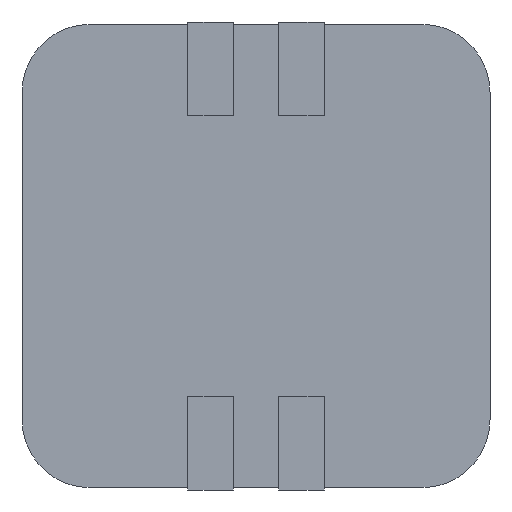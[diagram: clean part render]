
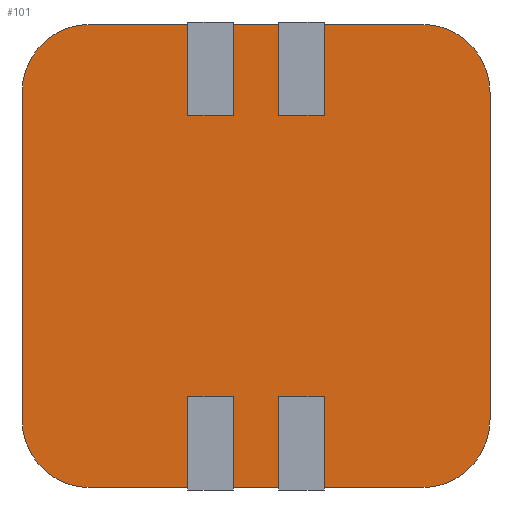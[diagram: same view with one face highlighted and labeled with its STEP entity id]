
A CAD part, front view. The second image highlights one B-rep face of the part: STEP entity #101.
In plain terms, the highlighted planar face has unit normal (0, -1, 0).
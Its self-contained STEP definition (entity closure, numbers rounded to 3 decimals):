
#101 = ADVANCED_FACE('',(#102),#300,.F.);
#102 = FACE_BOUND('',#103,.T.);
#103 = EDGE_LOOP('',(#104,#114,#122,#130,#138,#146,#154,#162,#171,#179,
    #188,#196,#204,#212,#220,#228,#236,#244,#252,#260,#269,#277,#286,
    #294));
#104 = ORIENTED_EDGE('',*,*,#105,.F.);
#105 = EDGE_CURVE('',#106,#108,#110,.T.);
#106 = VERTEX_POINT('',#107);
#107 = CARTESIAN_POINT('',(-0.5,0.,-3.1));
#108 = VERTEX_POINT('',#109);
#109 = CARTESIAN_POINT('',(-1.5,0.,-3.1));
#110 = LINE('',#111,#112);
#111 = CARTESIAN_POINT('',(-5.15,0.,-3.1));
#112 = VECTOR('',#113,1.);
#113 = DIRECTION('',(-1.,0.,0.));
#114 = ORIENTED_EDGE('',*,*,#115,.F.);
#115 = EDGE_CURVE('',#116,#106,#118,.T.);
#116 = VERTEX_POINT('',#117);
#117 = CARTESIAN_POINT('',(-0.5,0.,-5.1));
#118 = LINE('',#119,#120);
#119 = CARTESIAN_POINT('',(-0.5,0.,5.1));
#120 = VECTOR('',#121,1.);
#121 = DIRECTION('',(0.,0.,1.));
#122 = ORIENTED_EDGE('',*,*,#123,.T.);
#123 = EDGE_CURVE('',#116,#124,#126,.T.);
#124 = VERTEX_POINT('',#125);
#125 = CARTESIAN_POINT('',(0.5,0.,-5.1));
#126 = LINE('',#127,#128);
#127 = CARTESIAN_POINT('',(-5.15,0.,-5.1));
#128 = VECTOR('',#129,1.);
#129 = DIRECTION('',(1.,0.,0.));
#130 = ORIENTED_EDGE('',*,*,#131,.F.);
#131 = EDGE_CURVE('',#132,#124,#134,.T.);
#132 = VERTEX_POINT('',#133);
#133 = CARTESIAN_POINT('',(0.5,0.,-3.1));
#134 = LINE('',#135,#136);
#135 = CARTESIAN_POINT('',(0.5,0.,5.1));
#136 = VECTOR('',#137,1.);
#137 = DIRECTION('',(0.,0.,-1.));
#138 = ORIENTED_EDGE('',*,*,#139,.F.);
#139 = EDGE_CURVE('',#140,#132,#142,.T.);
#140 = VERTEX_POINT('',#141);
#141 = CARTESIAN_POINT('',(1.5,0.,-3.1));
#142 = LINE('',#143,#144);
#143 = CARTESIAN_POINT('',(-5.15,0.,-3.1));
#144 = VECTOR('',#145,1.);
#145 = DIRECTION('',(-1.,0.,0.));
#146 = ORIENTED_EDGE('',*,*,#147,.F.);
#147 = EDGE_CURVE('',#148,#140,#150,.T.);
#148 = VERTEX_POINT('',#149);
#149 = CARTESIAN_POINT('',(1.5,0.,-5.1));
#150 = LINE('',#151,#152);
#151 = CARTESIAN_POINT('',(1.5,0.,5.1));
#152 = VECTOR('',#153,1.);
#153 = DIRECTION('',(0.,0.,1.));
#154 = ORIENTED_EDGE('',*,*,#155,.F.);
#155 = EDGE_CURVE('',#156,#148,#158,.T.);
#156 = VERTEX_POINT('',#157);
#157 = CARTESIAN_POINT('',(3.65,0.,-5.1));
#158 = LINE('',#159,#160);
#159 = CARTESIAN_POINT('',(-5.15,0.,-5.1));
#160 = VECTOR('',#161,1.);
#161 = DIRECTION('',(-1.,0.,0.));
#162 = ORIENTED_EDGE('',*,*,#163,.F.);
#163 = EDGE_CURVE('',#164,#156,#166,.T.);
#164 = VERTEX_POINT('',#165);
#165 = CARTESIAN_POINT('',(5.15,0.,-3.6));
#166 = CIRCLE('',#167,1.5);
#167 = AXIS2_PLACEMENT_3D('',#168,#169,#170);
#168 = CARTESIAN_POINT('',(3.65,0.,-3.6));
#169 = DIRECTION('',(-0.,1.,0.));
#170 = DIRECTION('',(0.,0.,-1.));
#171 = ORIENTED_EDGE('',*,*,#172,.F.);
#172 = EDGE_CURVE('',#173,#164,#175,.T.);
#173 = VERTEX_POINT('',#174);
#174 = CARTESIAN_POINT('',(5.15,0.,3.6));
#175 = LINE('',#176,#177);
#176 = CARTESIAN_POINT('',(5.15,0.,5.1));
#177 = VECTOR('',#178,1.);
#178 = DIRECTION('',(0.,0.,-1.));
#179 = ORIENTED_EDGE('',*,*,#180,.F.);
#180 = EDGE_CURVE('',#181,#173,#183,.T.);
#181 = VERTEX_POINT('',#182);
#182 = CARTESIAN_POINT('',(3.65,0.,5.1));
#183 = CIRCLE('',#184,1.5);
#184 = AXIS2_PLACEMENT_3D('',#185,#186,#187);
#185 = CARTESIAN_POINT('',(3.65,0.,3.6));
#186 = DIRECTION('',(-0.,1.,0.));
#187 = DIRECTION('',(0.,0.,-1.));
#188 = ORIENTED_EDGE('',*,*,#189,.F.);
#189 = EDGE_CURVE('',#190,#181,#192,.T.);
#190 = VERTEX_POINT('',#191);
#191 = CARTESIAN_POINT('',(1.5,0.,5.1));
#192 = LINE('',#193,#194);
#193 = CARTESIAN_POINT('',(-5.15,0.,5.1));
#194 = VECTOR('',#195,1.);
#195 = DIRECTION('',(1.,0.,0.));
#196 = ORIENTED_EDGE('',*,*,#197,.F.);
#197 = EDGE_CURVE('',#198,#190,#200,.T.);
#198 = VERTEX_POINT('',#199);
#199 = CARTESIAN_POINT('',(1.5,0.,3.1));
#200 = LINE('',#201,#202);
#201 = CARTESIAN_POINT('',(1.5,0.,5.1));
#202 = VECTOR('',#203,1.);
#203 = DIRECTION('',(0.,0.,1.));
#204 = ORIENTED_EDGE('',*,*,#205,.F.);
#205 = EDGE_CURVE('',#206,#198,#208,.T.);
#206 = VERTEX_POINT('',#207);
#207 = CARTESIAN_POINT('',(0.5,0.,3.1));
#208 = LINE('',#209,#210);
#209 = CARTESIAN_POINT('',(-5.15,0.,3.1));
#210 = VECTOR('',#211,1.);
#211 = DIRECTION('',(1.,0.,0.));
#212 = ORIENTED_EDGE('',*,*,#213,.F.);
#213 = EDGE_CURVE('',#214,#206,#216,.T.);
#214 = VERTEX_POINT('',#215);
#215 = CARTESIAN_POINT('',(0.5,0.,5.1));
#216 = LINE('',#217,#218);
#217 = CARTESIAN_POINT('',(0.5,0.,5.1));
#218 = VECTOR('',#219,1.);
#219 = DIRECTION('',(0.,0.,-1.));
#220 = ORIENTED_EDGE('',*,*,#221,.F.);
#221 = EDGE_CURVE('',#222,#214,#224,.T.);
#222 = VERTEX_POINT('',#223);
#223 = CARTESIAN_POINT('',(-0.5,0.,5.1));
#224 = LINE('',#225,#226);
#225 = CARTESIAN_POINT('',(-5.15,0.,5.1));
#226 = VECTOR('',#227,1.);
#227 = DIRECTION('',(1.,0.,0.));
#228 = ORIENTED_EDGE('',*,*,#229,.F.);
#229 = EDGE_CURVE('',#230,#222,#232,.T.);
#230 = VERTEX_POINT('',#231);
#231 = CARTESIAN_POINT('',(-0.5,0.,3.1));
#232 = LINE('',#233,#234);
#233 = CARTESIAN_POINT('',(-0.5,0.,5.1));
#234 = VECTOR('',#235,1.);
#235 = DIRECTION('',(0.,0.,1.));
#236 = ORIENTED_EDGE('',*,*,#237,.F.);
#237 = EDGE_CURVE('',#238,#230,#240,.T.);
#238 = VERTEX_POINT('',#239);
#239 = CARTESIAN_POINT('',(-1.5,0.,3.1));
#240 = LINE('',#241,#242);
#241 = CARTESIAN_POINT('',(-5.15,0.,3.1));
#242 = VECTOR('',#243,1.);
#243 = DIRECTION('',(1.,0.,0.));
#244 = ORIENTED_EDGE('',*,*,#245,.F.);
#245 = EDGE_CURVE('',#246,#238,#248,.T.);
#246 = VERTEX_POINT('',#247);
#247 = CARTESIAN_POINT('',(-1.5,0.,5.1));
#248 = LINE('',#249,#250);
#249 = CARTESIAN_POINT('',(-1.5,0.,5.1));
#250 = VECTOR('',#251,1.);
#251 = DIRECTION('',(0.,0.,-1.));
#252 = ORIENTED_EDGE('',*,*,#253,.F.);
#253 = EDGE_CURVE('',#254,#246,#256,.T.);
#254 = VERTEX_POINT('',#255);
#255 = CARTESIAN_POINT('',(-3.65,0.,5.1));
#256 = LINE('',#257,#258);
#257 = CARTESIAN_POINT('',(-5.15,0.,5.1));
#258 = VECTOR('',#259,1.);
#259 = DIRECTION('',(1.,0.,0.));
#260 = ORIENTED_EDGE('',*,*,#261,.F.);
#261 = EDGE_CURVE('',#262,#254,#264,.T.);
#262 = VERTEX_POINT('',#263);
#263 = CARTESIAN_POINT('',(-5.15,0.,3.6));
#264 = CIRCLE('',#265,1.5);
#265 = AXIS2_PLACEMENT_3D('',#266,#267,#268);
#266 = CARTESIAN_POINT('',(-3.65,0.,3.6));
#267 = DIRECTION('',(-0.,1.,0.));
#268 = DIRECTION('',(0.,0.,-1.));
#269 = ORIENTED_EDGE('',*,*,#270,.F.);
#270 = EDGE_CURVE('',#271,#262,#273,.T.);
#271 = VERTEX_POINT('',#272);
#272 = CARTESIAN_POINT('',(-5.15,0.,-3.6));
#273 = LINE('',#274,#275);
#274 = CARTESIAN_POINT('',(-5.15,0.,5.1));
#275 = VECTOR('',#276,1.);
#276 = DIRECTION('',(0.,0.,1.));
#277 = ORIENTED_EDGE('',*,*,#278,.F.);
#278 = EDGE_CURVE('',#279,#271,#281,.T.);
#279 = VERTEX_POINT('',#280);
#280 = CARTESIAN_POINT('',(-3.65,0.,-5.1));
#281 = CIRCLE('',#282,1.5);
#282 = AXIS2_PLACEMENT_3D('',#283,#284,#285);
#283 = CARTESIAN_POINT('',(-3.65,0.,-3.6));
#284 = DIRECTION('',(-0.,1.,0.));
#285 = DIRECTION('',(0.,0.,-1.));
#286 = ORIENTED_EDGE('',*,*,#287,.F.);
#287 = EDGE_CURVE('',#288,#279,#290,.T.);
#288 = VERTEX_POINT('',#289);
#289 = CARTESIAN_POINT('',(-1.5,0.,-5.1));
#290 = LINE('',#291,#292);
#291 = CARTESIAN_POINT('',(-5.15,0.,-5.1));
#292 = VECTOR('',#293,1.);
#293 = DIRECTION('',(-1.,0.,0.));
#294 = ORIENTED_EDGE('',*,*,#295,.F.);
#295 = EDGE_CURVE('',#108,#288,#296,.T.);
#296 = LINE('',#297,#298);
#297 = CARTESIAN_POINT('',(-1.5,0.,5.1));
#298 = VECTOR('',#299,1.);
#299 = DIRECTION('',(0.,0.,-1.));
#300 = PLANE('',#301);
#301 = AXIS2_PLACEMENT_3D('',#302,#303,#304);
#302 = CARTESIAN_POINT('',(-5.15,0.,5.1));
#303 = DIRECTION('',(0.,1.,0.));
#304 = DIRECTION('',(0.,0.,1.));
